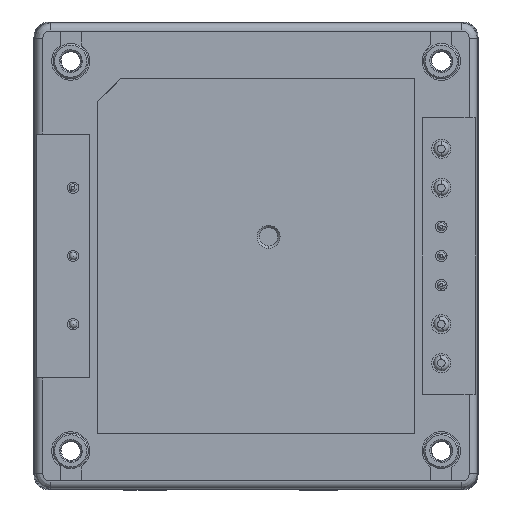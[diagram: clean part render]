
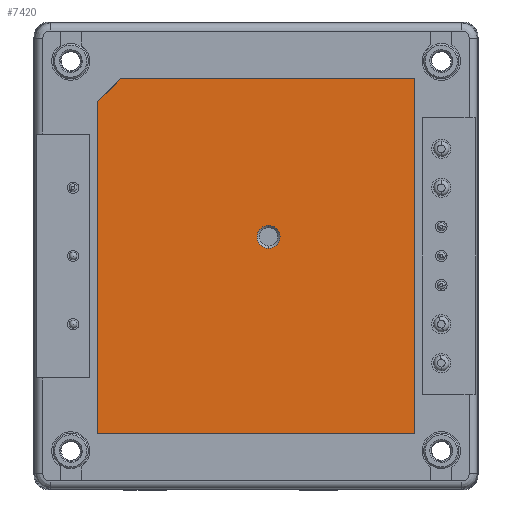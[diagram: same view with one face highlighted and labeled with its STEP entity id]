
A CAD part, front view. The second image highlights one B-rep face of the part: STEP entity #7420.
In plain terms, the highlighted planar face has unit normal (0, -1, 0).
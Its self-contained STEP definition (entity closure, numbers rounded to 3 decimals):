
#3151 = CARTESIAN_POINT ( 'NONE',  ( -20.64, 0., 20.1 ) ) ;
#3468 = LINE ( 'NONE', #47576, #10779 ) ;
#3998 = CARTESIAN_POINT ( 'NONE',  ( 1.645, 0., 3.995 ) ) ;
#4612 = DIRECTION ( 'NONE',  ( 0., -1., 0. ) ) ;
#4783 = LINE ( 'NONE', #48842, #8476 ) ;
#5801 = VECTOR ( 'NONE', #14723, 1000. ) ;
#6033 = EDGE_CURVE ( 'NONE', #32358, #31585, #3468, .T. ) ;
#6783 = AXIS2_PLACEMENT_3D ( 'NONE', #14657, #4612, #48667 ) ;
#7420 = ADVANCED_FACE ( 'NONE', ( #43536, #16909 ), #25023, .T. ) ;
#8206 = LINE ( 'NONE', #3151, #48457 ) ;
#8476 = VECTOR ( 'NONE', #43859, 1000. ) ;
#8749 = CARTESIAN_POINT ( 'NONE',  ( -17.646, 0., 23.09 ) ) ;
#9860 = DIRECTION ( 'NONE',  ( 0., 0., -1. ) ) ;
#10779 = VECTOR ( 'NONE', #42586, 1000. ) ;
#13208 = CARTESIAN_POINT ( 'NONE',  ( 20.64, 0., -23.19 ) ) ;
#14657 = CARTESIAN_POINT ( 'NONE',  ( 1.645, 0., 2.495 ) ) ;
#14723 = DIRECTION ( 'NONE',  ( -0.707, 0., -0.707 ) ) ;
#14888 = DIRECTION ( 'NONE',  ( 0., -1., 0. ) ) ;
#15241 = ORIENTED_EDGE ( 'NONE', *, *, #42147, .F. ) ;
#16617 = ORIENTED_EDGE ( 'NONE', *, *, #6033, .T. ) ;
#16836 = DIRECTION ( 'NONE',  ( 0., 0., -1. ) ) ;
#16841 = VERTEX_POINT ( 'NONE', #13208 ) ;
#16855 = EDGE_CURVE ( 'NONE', #19550, #29940, #8206, .T. ) ;
#16909 = FACE_OUTER_BOUND ( 'NONE', #24641, .T. ) ;
#18718 = VECTOR ( 'NONE', #21687, 1000. ) ;
#19473 = EDGE_CURVE ( 'NONE', #16841, #32358, #31786, .T. ) ;
#19550 = VERTEX_POINT ( 'NONE', #34794 ) ;
#19778 = CARTESIAN_POINT ( 'NONE',  ( -20.643, 0., 20.093 ) ) ;
#19948 = CARTESIAN_POINT ( 'NONE',  ( -26.845, 0., 28.395 ) ) ;
#21687 = DIRECTION ( 'NONE',  ( 0., 0., 1. ) ) ;
#21863 = DIRECTION ( 'NONE',  ( 0., -1., 0. ) ) ;
#22098 = AXIS2_PLACEMENT_3D ( 'NONE', #47019, #21863, #16836 ) ;
#23181 = CIRCLE ( 'NONE', #22098, 1.5 ) ;
#24641 = EDGE_LOOP ( 'NONE', ( #38703, #37871, #16617, #33518, #27216 ) ) ;
#24867 = LINE ( 'NONE', #19778, #5801 ) ;
#25023 = PLANE ( 'NONE',  #47326 ) ;
#26736 = CARTESIAN_POINT ( 'NONE',  ( 20.64, 0., 23.1 ) ) ;
#27216 = ORIENTED_EDGE ( 'NONE', *, *, #16855, .T. ) ;
#29940 = VERTEX_POINT ( 'NONE', #35612 ) ;
#30563 = EDGE_CURVE ( 'NONE', #31585, #19550, #24867, .T. ) ;
#31585 = VERTEX_POINT ( 'NONE', #8749 ) ;
#31786 = LINE ( 'NONE', #26736, #18718 ) ;
#32358 = VERTEX_POINT ( 'NONE', #44192 ) ;
#33518 = ORIENTED_EDGE ( 'NONE', *, *, #30563, .T. ) ;
#33828 = CIRCLE ( 'NONE', #6783, 1.5 ) ;
#34794 = CARTESIAN_POINT ( 'NONE',  ( -20.64, 0., 20.096 ) ) ;
#35612 = CARTESIAN_POINT ( 'NONE',  ( -20.64, 0., -23.19 ) ) ;
#35831 = VERTEX_POINT ( 'NONE', #3998 ) ;
#36031 = ORIENTED_EDGE ( 'NONE', *, *, #40805, .F. ) ;
#36674 = EDGE_LOOP ( 'NONE', ( #36031, #15241 ) ) ;
#37871 = ORIENTED_EDGE ( 'NONE', *, *, #19473, .T. ) ;
#38703 = ORIENTED_EDGE ( 'NONE', *, *, #48850, .T. ) ;
#40805 = EDGE_CURVE ( 'NONE', #42972, #35831, #33828, .T. ) ;
#42147 = EDGE_CURVE ( 'NONE', #35831, #42972, #23181, .T. ) ;
#42586 = DIRECTION ( 'NONE',  ( -1., 0., 0. ) ) ;
#42972 = VERTEX_POINT ( 'NONE', #45966 ) ;
#43536 = FACE_BOUND ( 'NONE', #36674, .T. ) ;
#43859 = DIRECTION ( 'NONE',  ( 1., 0., 0. ) ) ;
#44192 = CARTESIAN_POINT ( 'NONE',  ( 20.64, 0., 23.09 ) ) ;
#45966 = CARTESIAN_POINT ( 'NONE',  ( 1.645, 0., 0.995 ) ) ;
#47019 = CARTESIAN_POINT ( 'NONE',  ( 1.645, 0., 2.495 ) ) ;
#47260 = DIRECTION ( 'NONE',  ( 0., 0., -1. ) ) ;
#47326 = AXIS2_PLACEMENT_3D ( 'NONE', #19948, #14888, #9860 ) ;
#47576 = CARTESIAN_POINT ( 'NONE',  ( -17.65, 0., 23.09 ) ) ;
#48457 = VECTOR ( 'NONE', #47260, 1000. ) ;
#48667 = DIRECTION ( 'NONE',  ( 0., 0., -1. ) ) ;
#48842 = CARTESIAN_POINT ( 'NONE',  ( -20.65, 0., -23.19 ) ) ;
#48850 = EDGE_CURVE ( 'NONE', #29940, #16841, #4783, .T. ) ;
